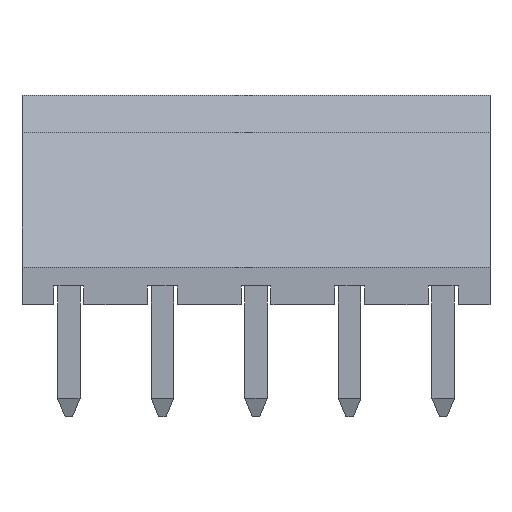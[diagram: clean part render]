
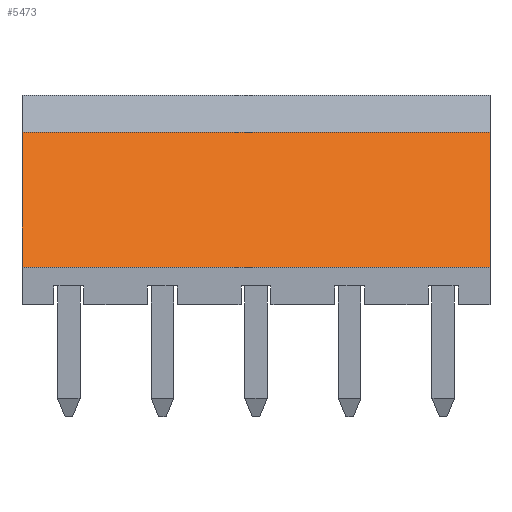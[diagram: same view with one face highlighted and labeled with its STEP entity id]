
A CAD part, front view. The second image highlights one B-rep face of the part: STEP entity #5473.
In plain terms, the highlighted planar face has unit normal (0, -0.811, 0.586).
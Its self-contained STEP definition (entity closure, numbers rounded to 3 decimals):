
#5292 = PLANE('',#5293);
#5293 = AXIS2_PLACEMENT_3D('',#5294,#5295,#5296);
#5294 = CARTESIAN_POINT('',(-1.25,0.4,4.6));
#5295 = DIRECTION('',(0.,0.,-1.));
#5296 = DIRECTION('',(0.,-1.,0.));
#5317 = VERTEX_POINT('',#5318);
#5318 = CARTESIAN_POINT('',(11.25,-0.4,4.6));
#5332 = PLANE('',#5333);
#5333 = AXIS2_PLACEMENT_3D('',#5334,#5335,#5336);
#5334 = CARTESIAN_POINT('',(11.25,0.384,2.186));
#5335 = DIRECTION('',(1.,0.,0.));
#5336 = DIRECTION('',(0.,0.,1.));
#5344 = EDGE_CURVE('',#5345,#5317,#5347,.T.);
#5345 = VERTEX_POINT('',#5346);
#5346 = CARTESIAN_POINT('',(-1.25,-0.4,4.6));
#5347 = SURFACE_CURVE('',#5348,(#5352,#5359),.PCURVE_S1.);
#5348 = LINE('',#5349,#5350);
#5349 = CARTESIAN_POINT('',(-1.25,-0.4,4.6));
#5350 = VECTOR('',#5351,1.);
#5351 = DIRECTION('',(1.,0.,0.));
#5352 = PCURVE('',#5292,#5353);
#5353 = DEFINITIONAL_REPRESENTATION('',(#5354),#5358);
#5354 = LINE('',#5355,#5356);
#5355 = CARTESIAN_POINT('',(0.8,0.));
#5356 = VECTOR('',#5357,1.);
#5357 = DIRECTION('',(0.,-1.));
#5358 = ( GEOMETRIC_REPRESENTATION_CONTEXT(2) 
PARAMETRIC_REPRESENTATION_CONTEXT() REPRESENTATION_CONTEXT('2D SPACE',''
  ) );
#5359 = PCURVE('',#5360,#5365);
#5360 = PLANE('',#5361);
#5361 = AXIS2_PLACEMENT_3D('',#5362,#5363,#5364);
#5362 = CARTESIAN_POINT('',(-1.25,-0.4,4.6));
#5363 = DIRECTION('',(0.,0.811,-0.585));
#5364 = DIRECTION('',(0.,-0.585,-0.811));
#5365 = DEFINITIONAL_REPRESENTATION('',(#5366),#5370);
#5366 = LINE('',#5367,#5368);
#5367 = CARTESIAN_POINT('',(0.,0.));
#5368 = VECTOR('',#5369,1.);
#5369 = DIRECTION('',(0.,-1.));
#5370 = ( GEOMETRIC_REPRESENTATION_CONTEXT(2) 
PARAMETRIC_REPRESENTATION_CONTEXT() REPRESENTATION_CONTEXT('2D SPACE',''
  ) );
#5386 = PLANE('',#5387);
#5387 = AXIS2_PLACEMENT_3D('',#5388,#5389,#5390);
#5388 = CARTESIAN_POINT('',(-1.25,0.384,2.186));
#5389 = DIRECTION('',(1.,0.,0.));
#5390 = DIRECTION('',(0.,0.,1.));
#5473 = ADVANCED_FACE('',(#5474),#5360,.F.);
#5474 = FACE_BOUND('',#5475,.F.);
#5475 = EDGE_LOOP('',(#5476,#5477,#5500,#5528));
#5476 = ORIENTED_EDGE('',*,*,#5344,.T.);
#5477 = ORIENTED_EDGE('',*,*,#5478,.T.);
#5478 = EDGE_CURVE('',#5317,#5479,#5481,.T.);
#5479 = VERTEX_POINT('',#5480);
#5480 = CARTESIAN_POINT('',(11.25,-3.,1.));
#5481 = SURFACE_CURVE('',#5482,(#5486,#5493),.PCURVE_S1.);
#5482 = LINE('',#5483,#5484);
#5483 = CARTESIAN_POINT('',(11.25,-0.4,4.6));
#5484 = VECTOR('',#5485,1.);
#5485 = DIRECTION('',(0.,-0.585,-0.811));
#5486 = PCURVE('',#5360,#5487);
#5487 = DEFINITIONAL_REPRESENTATION('',(#5488),#5492);
#5488 = LINE('',#5489,#5490);
#5489 = CARTESIAN_POINT('',(0.,-12.5));
#5490 = VECTOR('',#5491,1.);
#5491 = DIRECTION('',(1.,0.));
#5492 = ( GEOMETRIC_REPRESENTATION_CONTEXT(2) 
PARAMETRIC_REPRESENTATION_CONTEXT() REPRESENTATION_CONTEXT('2D SPACE',''
  ) );
#5493 = PCURVE('',#5332,#5494);
#5494 = DEFINITIONAL_REPRESENTATION('',(#5495),#5499);
#5495 = LINE('',#5496,#5497);
#5496 = CARTESIAN_POINT('',(2.414,0.784));
#5497 = VECTOR('',#5498,1.);
#5498 = DIRECTION('',(-0.811,0.585));
#5499 = ( GEOMETRIC_REPRESENTATION_CONTEXT(2) 
PARAMETRIC_REPRESENTATION_CONTEXT() REPRESENTATION_CONTEXT('2D SPACE',''
  ) );
#5500 = ORIENTED_EDGE('',*,*,#5501,.F.);
#5501 = EDGE_CURVE('',#5502,#5479,#5504,.T.);
#5502 = VERTEX_POINT('',#5503);
#5503 = CARTESIAN_POINT('',(-1.25,-3.,1.));
#5504 = SURFACE_CURVE('',#5505,(#5509,#5516),.PCURVE_S1.);
#5505 = LINE('',#5506,#5507);
#5506 = CARTESIAN_POINT('',(-1.25,-3.,1.));
#5507 = VECTOR('',#5508,1.);
#5508 = DIRECTION('',(1.,0.,0.));
#5509 = PCURVE('',#5360,#5510);
#5510 = DEFINITIONAL_REPRESENTATION('',(#5511),#5515);
#5511 = LINE('',#5512,#5513);
#5512 = CARTESIAN_POINT('',(4.441,0.));
#5513 = VECTOR('',#5514,1.);
#5514 = DIRECTION('',(0.,-1.));
#5515 = ( GEOMETRIC_REPRESENTATION_CONTEXT(2) 
PARAMETRIC_REPRESENTATION_CONTEXT() REPRESENTATION_CONTEXT('2D SPACE',''
  ) );
#5516 = PCURVE('',#5517,#5522);
#5517 = PLANE('',#5518);
#5518 = AXIS2_PLACEMENT_3D('',#5519,#5520,#5521);
#5519 = CARTESIAN_POINT('',(-1.25,-3.,1.));
#5520 = DIRECTION('',(0.,1.,0.));
#5521 = DIRECTION('',(0.,0.,-1.));
#5522 = DEFINITIONAL_REPRESENTATION('',(#5523),#5527);
#5523 = LINE('',#5524,#5525);
#5524 = CARTESIAN_POINT('',(0.,0.));
#5525 = VECTOR('',#5526,1.);
#5526 = DIRECTION('',(0.,-1.));
#5527 = ( GEOMETRIC_REPRESENTATION_CONTEXT(2) 
PARAMETRIC_REPRESENTATION_CONTEXT() REPRESENTATION_CONTEXT('2D SPACE',''
  ) );
#5528 = ORIENTED_EDGE('',*,*,#5529,.F.);
#5529 = EDGE_CURVE('',#5345,#5502,#5530,.T.);
#5530 = SURFACE_CURVE('',#5531,(#5535,#5542),.PCURVE_S1.);
#5531 = LINE('',#5532,#5533);
#5532 = CARTESIAN_POINT('',(-1.25,-0.4,4.6));
#5533 = VECTOR('',#5534,1.);
#5534 = DIRECTION('',(0.,-0.585,-0.811));
#5535 = PCURVE('',#5360,#5536);
#5536 = DEFINITIONAL_REPRESENTATION('',(#5537),#5541);
#5537 = LINE('',#5538,#5539);
#5538 = CARTESIAN_POINT('',(0.,0.));
#5539 = VECTOR('',#5540,1.);
#5540 = DIRECTION('',(1.,0.));
#5541 = ( GEOMETRIC_REPRESENTATION_CONTEXT(2) 
PARAMETRIC_REPRESENTATION_CONTEXT() REPRESENTATION_CONTEXT('2D SPACE',''
  ) );
#5542 = PCURVE('',#5386,#5543);
#5543 = DEFINITIONAL_REPRESENTATION('',(#5544),#5548);
#5544 = LINE('',#5545,#5546);
#5545 = CARTESIAN_POINT('',(2.414,0.784));
#5546 = VECTOR('',#5547,1.);
#5547 = DIRECTION('',(-0.811,0.585));
#5548 = ( GEOMETRIC_REPRESENTATION_CONTEXT(2) 
PARAMETRIC_REPRESENTATION_CONTEXT() REPRESENTATION_CONTEXT('2D SPACE',''
  ) );
